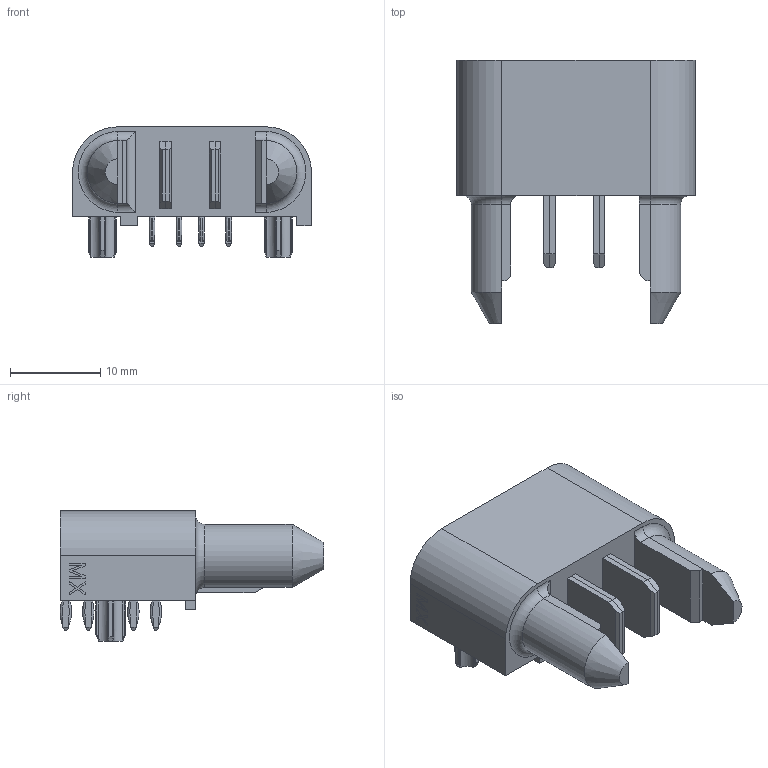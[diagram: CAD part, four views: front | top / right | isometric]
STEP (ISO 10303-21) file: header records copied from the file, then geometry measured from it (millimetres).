
FILE_DESCRIPTION(/* description */ (''),/* implementation_level */ '2;1');
FILE_NAME(/* name */ '464379302wbm000_01_214.stp',/* time_stamp */ '2022-05-30T13:58:51+05:00',/* author */ (''),/* organization */ (''),/* preprocessor_version */ 'ST-DEVELOPER v16.7',/* originating_system */ 'SIEMENS PLM Software NX 1919',/* authorisation */ '');
FILE_SCHEMA (('AUTOMOTIVE_DESIGN { 1 0 10303 214 3 1 1 1 }'));
Length unit declared in the file: millimetre
Products named in the file (1): 464379302wbm000_01
Bounding box: 26.6 x 29.28 x 14.46 mm (x, y, z)
Volume: 3803.9 mm3; surface area: 3439.5 mm2
Topology: 1 solids, 1 shells, 609 faces, 1597 edges, 1024 vertices
Faces by surface type: plane 402, cylinder 95, torus 82, bspline 20, cone 10
Entity records: 28892 total; most frequent: CARTESIAN_POINT 14472, ORIENTED_EDGE 3194, DIRECTION 2661, EDGE_CURVE 1597, VERTEX_POINT 1024, LINE 1001, VECTOR 1001, AXIS2_PLACEMENT_3D 830
